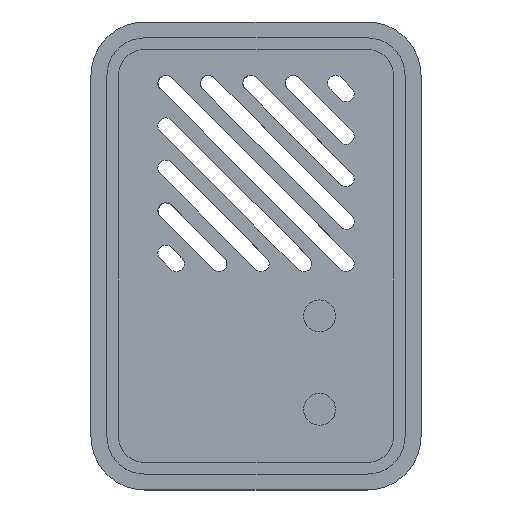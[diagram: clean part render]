
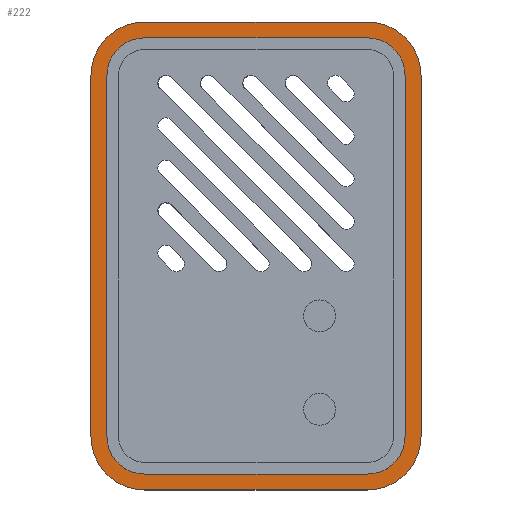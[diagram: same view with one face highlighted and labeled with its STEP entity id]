
A CAD part, top view. The second image highlights one B-rep face of the part: STEP entity #222.
In plain terms, the highlighted planar face has unit normal (0, 0, 1).
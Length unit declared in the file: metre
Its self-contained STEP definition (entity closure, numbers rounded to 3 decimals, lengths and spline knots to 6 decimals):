
#222 = ADVANCED_FACE( '', ( #463, #464 ), #465, .F. );
#463 = FACE_BOUND( '', #702, .T. );
#464 = FACE_OUTER_BOUND( '', #703, .T. );
#465 = PLANE( '', #704 );
#702 = EDGE_LOOP( '', ( #1354, #1355, #1356, #1357, #1358, #1359, #1360, #1361 ) );
#703 = EDGE_LOOP( '', ( #1362, #1363, #1364, #1365, #1366, #1367, #1368, #1369 ) );
#704 = AXIS2_PLACEMENT_3D( '', #1370, #1371, #1372 );
#1354 = ORIENTED_EDGE( '', *, *, #1599, .T. );
#1355 = ORIENTED_EDGE( '', *, *, #1409, .F. );
#1356 = ORIENTED_EDGE( '', *, *, #1519, .F. );
#1357 = ORIENTED_EDGE( '', *, *, #1547, .F. );
#1358 = ORIENTED_EDGE( '', *, *, #1583, .F. );
#1359 = ORIENTED_EDGE( '', *, *, #1627, .F. );
#1360 = ORIENTED_EDGE( '', *, *, #1537, .F. );
#1361 = ORIENTED_EDGE( '', *, *, #1414, .F. );
#1362 = ORIENTED_EDGE( '', *, *, #1580, .F. );
#1363 = ORIENTED_EDGE( '', *, *, #1632, .T. );
#1364 = ORIENTED_EDGE( '', *, *, #1406, .T. );
#1365 = ORIENTED_EDGE( '', *, *, #1640, .T. );
#1366 = ORIENTED_EDGE( '', *, *, #1621, .T. );
#1367 = ORIENTED_EDGE( '', *, *, #1534, .T. );
#1368 = ORIENTED_EDGE( '', *, *, #1644, .T. );
#1369 = ORIENTED_EDGE( '', *, *, #1624, .T. );
#1370 = CARTESIAN_POINT( '', ( 0., -0.03585, -0.02055 ) );
#1371 = DIRECTION( '', ( 0., 0., -1. ) );
#1372 = DIRECTION( '', ( 1., 0., 0. ) );
#1406 = EDGE_CURVE( '', #1665, #1663, #1666, .T. );
#1409 = EDGE_CURVE( '', #1669, #1670, #1671, .T. );
#1414 = EDGE_CURVE( '', #1678, #1679, #1680, .T. );
#1519 = EDGE_CURVE( '', #1858, #1669, #1859, .T. );
#1534 = EDGE_CURVE( '', #1880, #1878, #1881, .T. );
#1537 = EDGE_CURVE( '', #1679, #1884, #1885, .T. );
#1547 = EDGE_CURVE( '', #1898, #1858, #1899, .T. );
#1580 = EDGE_CURVE( '', #1949, #1951, #1952, .T. );
#1583 = EDGE_CURVE( '', #1955, #1898, #1956, .T. );
#1599 = EDGE_CURVE( '', #1678, #1670, #1973, .T. );
#1621 = EDGE_CURVE( '', #1995, #1880, #1996, .T. );
#1624 = EDGE_CURVE( '', #1999, #1951, #2000, .T. );
#1627 = EDGE_CURVE( '', #1884, #1955, #2003, .T. );
#1632 = EDGE_CURVE( '', #1949, #1665, #2008, .T. );
#1640 = EDGE_CURVE( '', #1663, #1995, #2016, .T. );
#1644 = EDGE_CURVE( '', #1878, #1999, #2020, .T. );
#1663 = VERTEX_POINT( '', #2044 );
#1665 = VERTEX_POINT( '', #2047 );
#1666 = LINE( '', #2048, #2049 );
#1669 = VERTEX_POINT( '', #2053 );
#1670 = VERTEX_POINT( '', #2054 );
#1671 = CIRCLE( '', #2055, 0.00355 );
#1678 = VERTEX_POINT( '', #2064 );
#1679 = VERTEX_POINT( '', #2065 );
#1680 = CIRCLE( '', #2066, 0.00355 );
#1858 = VERTEX_POINT( '', #2357 );
#1859 = LINE( '', #2358, #2359 );
#1878 = VERTEX_POINT( '', #2386 );
#1880 = VERTEX_POINT( '', #2389 );
#1881 = CIRCLE( '', #2390, 0.00505 );
#1884 = VERTEX_POINT( '', #2394 );
#1885 = LINE( '', #2395, #2396 );
#1898 = VERTEX_POINT( '', #2415 );
#1899 = CIRCLE( '', #2416, 0.00355 );
#1949 = VERTEX_POINT( '', #2518 );
#1951 = VERTEX_POINT( '', #2521 );
#1952 = LINE( '', #2522, #2523 );
#1955 = VERTEX_POINT( '', #2527 );
#1956 = LINE( '', #2528, #2529 );
#1973 = LINE( '', #2553, #2554 );
#1995 = VERTEX_POINT( '', #2583 );
#1996 = LINE( '', #2584, #2585 );
#1999 = VERTEX_POINT( '', #2589 );
#2000 = CIRCLE( '', #2590, 0.00505 );
#2003 = CIRCLE( '', #2594, 0.00355 );
#2008 = CIRCLE( '', #2600, 0.00505 );
#2016 = CIRCLE( '', #2611, 0.00505 );
#2020 = LINE( '', #2615, #2616 );
#2044 = CARTESIAN_POINT( '', ( -0.01555, -0.05285, -0.02055 ) );
#2047 = CARTESIAN_POINT( '', ( -0.01555, -0.01885, -0.02055 ) );
#2048 = CARTESIAN_POINT( '', ( -0.01555, -0.03585, -0.02055 ) );
#2049 = VECTOR( '', #2628, 1. );
#2053 = CARTESIAN_POINT( '', ( 0.01405, -0.01885, -0.02055 ) );
#2054 = CARTESIAN_POINT( '', ( 0.0105, -0.0153, -0.02055 ) );
#2055 = AXIS2_PLACEMENT_3D( '', #2630, #2631, #2632 );
#2064 = CARTESIAN_POINT( '', ( -0.0105, -0.0153, -0.02055 ) );
#2065 = CARTESIAN_POINT( '', ( -0.01405, -0.01885, -0.02055 ) );
#2066 = AXIS2_PLACEMENT_3D( '', #2638, #2639, #2640 );
#2357 = CARTESIAN_POINT( '', ( 0.01405, -0.05285, -0.02055 ) );
#2358 = CARTESIAN_POINT( '', ( 0.01405, -0.03585, -0.02055 ) );
#2359 = VECTOR( '', #2784, 1. );
#2386 = CARTESIAN_POINT( '', ( 0.01555, -0.05285, -0.02055 ) );
#2389 = CARTESIAN_POINT( '', ( 0.0105, -0.0579, -0.02055 ) );
#2390 = AXIS2_PLACEMENT_3D( '', #2797, #2798, #2799 );
#2394 = CARTESIAN_POINT( '', ( -0.01405, -0.05285, -0.02055 ) );
#2395 = CARTESIAN_POINT( '', ( -0.01405, -0.03585, -0.02055 ) );
#2396 = VECTOR( '', #2801, 1. );
#2415 = CARTESIAN_POINT( '', ( 0.0105, -0.0564, -0.02055 ) );
#2416 = AXIS2_PLACEMENT_3D( '', #2808, #2809, #2810 );
#2518 = CARTESIAN_POINT( '', ( -0.0105, -0.0138, -0.02055 ) );
#2521 = CARTESIAN_POINT( '', ( 0.0105, -0.0138, -0.02055 ) );
#2522 = CARTESIAN_POINT( '', ( 0., -0.0138, -0.02055 ) );
#2523 = VECTOR( '', #2863, 1. );
#2527 = CARTESIAN_POINT( '', ( -0.0105, -0.0564, -0.02055 ) );
#2528 = CARTESIAN_POINT( '', ( 0., -0.0564, -0.02055 ) );
#2529 = VECTOR( '', #2865, 1. );
#2553 = CARTESIAN_POINT( '', ( 0., -0.0153, -0.02055 ) );
#2554 = VECTOR( '', #2876, 1. );
#2583 = CARTESIAN_POINT( '', ( -0.0105, -0.0579, -0.02055 ) );
#2584 = CARTESIAN_POINT( '', ( 0., -0.0579, -0.02055 ) );
#2585 = VECTOR( '', #2884, 1. );
#2589 = CARTESIAN_POINT( '', ( 0.01555, -0.01885, -0.02055 ) );
#2590 = AXIS2_PLACEMENT_3D( '', #2886, #2887, #2888 );
#2594 = AXIS2_PLACEMENT_3D( '', #2890, #2891, #2892 );
#2600 = AXIS2_PLACEMENT_3D( '', #2894, #2895, #2896 );
#2611 = AXIS2_PLACEMENT_3D( '', #2900, #2901, #2902 );
#2615 = CARTESIAN_POINT( '', ( 0.01555, -0.03585, -0.02055 ) );
#2616 = VECTOR( '', #2903, 1. );
#2628 = DIRECTION( '', ( 0., -1., 0. ) );
#2630 = CARTESIAN_POINT( '', ( 0.0105, -0.01885, -0.02055 ) );
#2631 = DIRECTION( '', ( 0., 0., 1. ) );
#2632 = DIRECTION( '', ( 0., -1., 0. ) );
#2638 = CARTESIAN_POINT( '', ( -0.0105, -0.01885, -0.02055 ) );
#2639 = DIRECTION( '', ( 0., 0., 1. ) );
#2640 = DIRECTION( '', ( 0., -1., 0. ) );
#2784 = DIRECTION( '', ( 0., 1., 0. ) );
#2797 = CARTESIAN_POINT( '', ( 0.0105, -0.05285, -0.02055 ) );
#2798 = DIRECTION( '', ( 0., 0., 1. ) );
#2799 = DIRECTION( '', ( 0., -1., 0. ) );
#2801 = DIRECTION( '', ( 0., -1., 0. ) );
#2808 = CARTESIAN_POINT( '', ( 0.0105, -0.05285, -0.02055 ) );
#2809 = DIRECTION( '', ( 0., 0., 1. ) );
#2810 = DIRECTION( '', ( 0., -1., 0. ) );
#2863 = DIRECTION( '', ( 1., 0., 0. ) );
#2865 = DIRECTION( '', ( 1., 0., 0. ) );
#2876 = DIRECTION( '', ( 1., 0., 0. ) );
#2884 = DIRECTION( '', ( 1., 0., 0. ) );
#2886 = CARTESIAN_POINT( '', ( 0.0105, -0.01885, -0.02055 ) );
#2887 = DIRECTION( '', ( 0., 0., 1. ) );
#2888 = DIRECTION( '', ( 0., -1., 0. ) );
#2890 = CARTESIAN_POINT( '', ( -0.0105, -0.05285, -0.02055 ) );
#2891 = DIRECTION( '', ( 0., 0., 1. ) );
#2892 = DIRECTION( '', ( 0., -1., 0. ) );
#2894 = CARTESIAN_POINT( '', ( -0.0105, -0.01885, -0.02055 ) );
#2895 = DIRECTION( '', ( 0., 0., 1. ) );
#2896 = DIRECTION( '', ( 0., -1., 0. ) );
#2900 = CARTESIAN_POINT( '', ( -0.0105, -0.05285, -0.02055 ) );
#2901 = DIRECTION( '', ( 0., 0., 1. ) );
#2902 = DIRECTION( '', ( 0., -1., 0. ) );
#2903 = DIRECTION( '', ( 0., 1., 0. ) );
